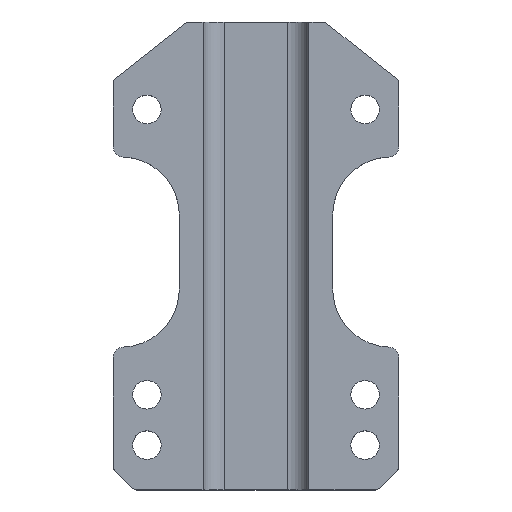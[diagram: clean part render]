
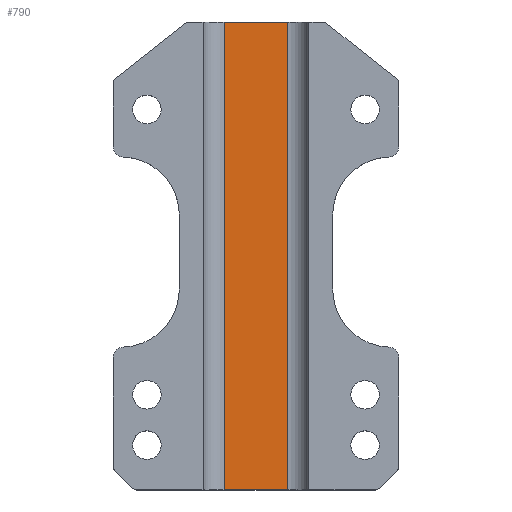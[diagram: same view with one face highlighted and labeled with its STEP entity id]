
A CAD part, top view. The second image highlights one B-rep face of the part: STEP entity #790.
In plain terms, the highlighted planar face has unit normal (0, 0, 1).
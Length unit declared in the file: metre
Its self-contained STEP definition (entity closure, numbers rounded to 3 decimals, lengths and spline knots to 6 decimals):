
#54=LINE('',#1159,#113);
#61=LINE('',#1176,#120);
#102=LINE('',#1389,#161);
#103=LINE('',#1390,#162);
#113=VECTOR('',#924,1.);
#120=VECTOR('',#937,1.);
#161=VECTOR('',#1104,1.);
#162=VECTOR('',#1105,1.);
#373=ORIENTED_EDGE('',*,*,#406,.F.);
#374=ORIENTED_EDGE('',*,*,#494,.T.);
#375=ORIENTED_EDGE('',*,*,#415,.F.);
#376=ORIENTED_EDGE('',*,*,#495,.T.);
#406=EDGE_CURVE('',#517,#518,#54,.T.);
#415=EDGE_CURVE('',#524,#525,#61,.T.);
#494=EDGE_CURVE('',#517,#525,#102,.T.);
#495=EDGE_CURVE('',#524,#518,#103,.F.);
#517=VERTEX_POINT('',#1158);
#518=VERTEX_POINT('',#1160);
#524=VERTEX_POINT('',#1175);
#525=VERTEX_POINT('',#1177);
#672=EDGE_LOOP('',(#373,#374,#375,#376));
#731=FACE_BOUND('',#672,.T.);
#751=PLANE('',#884);
#790=ADVANCED_FACE('',(#731),#751,.T.);
#884=AXIS2_PLACEMENT_3D('',#1388,#1102,#1103);
#924=DIRECTION('',(-1.,0.,0.));
#937=DIRECTION('',(1.,0.,0.));
#1102=DIRECTION('',(0.,0.,1.));
#1103=DIRECTION('',(1.,0.,0.));
#1104=DIRECTION('',(0.,1.,0.));
#1105=DIRECTION('',(0.,1.,0.));
#1158=CARTESIAN_POINT('',(0.006,-0.068307,0.002628));
#1159=CARTESIAN_POINT('',(0.010024,-0.068307,0.002628));
#1160=CARTESIAN_POINT('',(-0.006,-0.068307,0.002628));
#1175=CARTESIAN_POINT('',(-0.006,0.020194,0.002628));
#1176=CARTESIAN_POINT('',(0.010024,0.020194,0.002628));
#1177=CARTESIAN_POINT('',(0.006,0.020194,0.002628));
#1388=CARTESIAN_POINT('',(0.000024,-0.023323,0.002628));
#1389=CARTESIAN_POINT('',(0.006,-0.023323,0.002628));
#1390=CARTESIAN_POINT('',(-0.006,-0.068307,0.002628));
